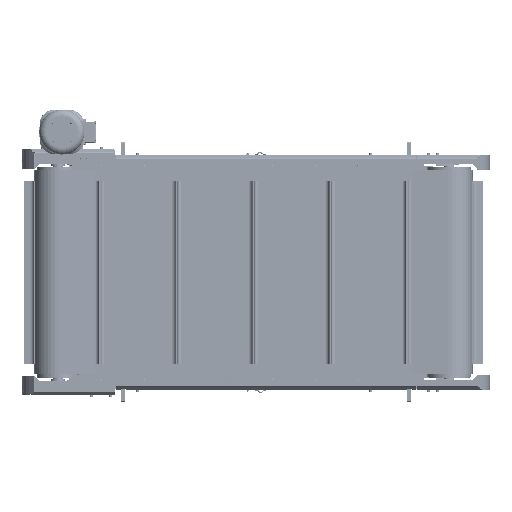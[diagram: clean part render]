
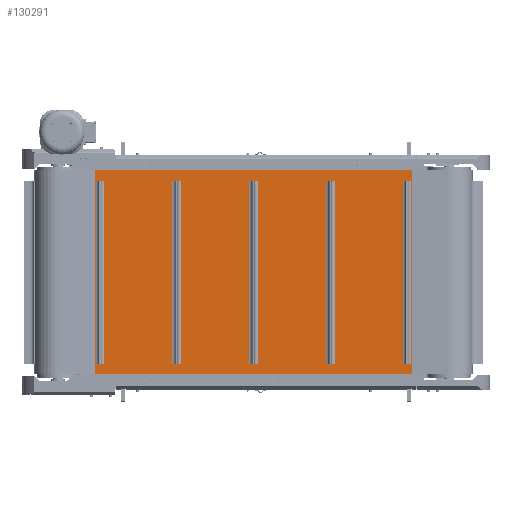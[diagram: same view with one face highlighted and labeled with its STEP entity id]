
A CAD part, left-side view. The second image highlights one B-rep face of the part: STEP entity #130291.
In plain terms, the highlighted planar face has unit normal (-1, 0, 0).
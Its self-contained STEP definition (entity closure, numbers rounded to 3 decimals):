
#2473=FACE_BOUND('',#23706,.T.);
#2474=FACE_BOUND('',#23707,.T.);
#2475=FACE_BOUND('',#23708,.T.);
#2476=FACE_BOUND('',#23709,.T.);
#2477=FACE_BOUND('',#23710,.T.);
#7466=PLANE('',#141257);
#15772=FACE_OUTER_BOUND('',#23705,.T.);
#23705=EDGE_LOOP('',(#112466,#112467,#112468,#112469));
#23706=EDGE_LOOP('',(#112470,#112471,#112472,#112473));
#23707=EDGE_LOOP('',(#112474,#112475,#112476,#112477));
#23708=EDGE_LOOP('',(#112478,#112479,#112480,#112481));
#23709=EDGE_LOOP('',(#112482,#112483,#112484,#112485));
#23710=EDGE_LOOP('',(#112486,#112487,#112488,#112489));
#34363=LINE('',#222244,#45310);
#34367=LINE('',#222252,#45314);
#34380=LINE('',#222286,#45327);
#34382=LINE('',#222289,#45329);
#34383=LINE('',#222293,#45330);
#34387=LINE('',#222301,#45334);
#34400=LINE('',#222335,#45347);
#34402=LINE('',#222338,#45349);
#34403=LINE('',#222342,#45350);
#34407=LINE('',#222350,#45354);
#34420=LINE('',#222384,#45367);
#34422=LINE('',#222387,#45369);
#34423=LINE('',#222391,#45370);
#34427=LINE('',#222399,#45374);
#34440=LINE('',#222433,#45387);
#34442=LINE('',#222436,#45389);
#34443=LINE('',#222440,#45390);
#34447=LINE('',#222448,#45394);
#34460=LINE('',#222482,#45407);
#34462=LINE('',#222485,#45409);
#34615=LINE('',#222862,#45562);
#34621=LINE('',#222878,#45568);
#34633=LINE('',#222905,#45580);
#34634=LINE('',#222907,#45581);
#45310=VECTOR('',#172240,10.);
#45314=VECTOR('',#172246,10.);
#45327=VECTOR('',#172279,10.);
#45329=VECTOR('',#172283,10.);
#45330=VECTOR('',#172286,10.);
#45334=VECTOR('',#172292,10.);
#45347=VECTOR('',#172325,10.);
#45349=VECTOR('',#172329,10.);
#45350=VECTOR('',#172332,10.);
#45354=VECTOR('',#172338,10.);
#45367=VECTOR('',#172371,10.);
#45369=VECTOR('',#172375,10.);
#45370=VECTOR('',#172378,10.);
#45374=VECTOR('',#172384,10.);
#45387=VECTOR('',#172417,10.);
#45389=VECTOR('',#172421,10.);
#45390=VECTOR('',#172424,10.);
#45394=VECTOR('',#172430,10.);
#45407=VECTOR('',#172463,10.);
#45409=VECTOR('',#172467,10.);
#45562=VECTOR('',#172824,10.);
#45568=VECTOR('',#172836,10.);
#45580=VECTOR('',#172864,10.);
#45581=VECTOR('',#172867,10.);
#61385=VERTEX_POINT('',#222242);
#61386=VERTEX_POINT('',#222243);
#61389=VERTEX_POINT('',#222251);
#61400=VERTEX_POINT('',#222285);
#61401=VERTEX_POINT('',#222291);
#61402=VERTEX_POINT('',#222292);
#61405=VERTEX_POINT('',#222300);
#61416=VERTEX_POINT('',#222334);
#61417=VERTEX_POINT('',#222340);
#61418=VERTEX_POINT('',#222341);
#61421=VERTEX_POINT('',#222349);
#61432=VERTEX_POINT('',#222383);
#61433=VERTEX_POINT('',#222389);
#61434=VERTEX_POINT('',#222390);
#61437=VERTEX_POINT('',#222398);
#61448=VERTEX_POINT('',#222432);
#61449=VERTEX_POINT('',#222438);
#61450=VERTEX_POINT('',#222439);
#61453=VERTEX_POINT('',#222447);
#61464=VERTEX_POINT('',#222481);
#61585=VERTEX_POINT('',#222860);
#61586=VERTEX_POINT('',#222861);
#61593=VERTEX_POINT('',#222877);
#61600=VERTEX_POINT('',#222903);
#78439=EDGE_CURVE('',#61385,#61386,#34363,.T.);
#78443=EDGE_CURVE('',#61389,#61385,#34367,.T.);
#78460=EDGE_CURVE('',#61400,#61389,#34380,.T.);
#78462=EDGE_CURVE('',#61386,#61400,#34382,.T.);
#78463=EDGE_CURVE('',#61401,#61402,#34383,.T.);
#78467=EDGE_CURVE('',#61405,#61401,#34387,.T.);
#78484=EDGE_CURVE('',#61416,#61405,#34400,.T.);
#78486=EDGE_CURVE('',#61402,#61416,#34402,.T.);
#78487=EDGE_CURVE('',#61417,#61418,#34403,.T.);
#78491=EDGE_CURVE('',#61421,#61417,#34407,.T.);
#78508=EDGE_CURVE('',#61432,#61421,#34420,.T.);
#78510=EDGE_CURVE('',#61418,#61432,#34422,.T.);
#78511=EDGE_CURVE('',#61433,#61434,#34423,.T.);
#78515=EDGE_CURVE('',#61437,#61433,#34427,.T.);
#78532=EDGE_CURVE('',#61448,#61437,#34440,.T.);
#78534=EDGE_CURVE('',#61434,#61448,#34442,.T.);
#78535=EDGE_CURVE('',#61449,#61450,#34443,.T.);
#78539=EDGE_CURVE('',#61453,#61449,#34447,.T.);
#78556=EDGE_CURVE('',#61464,#61453,#34460,.T.);
#78558=EDGE_CURVE('',#61450,#61464,#34462,.T.);
#78743=EDGE_CURVE('',#61585,#61586,#34615,.T.);
#78751=EDGE_CURVE('',#61593,#61586,#34621,.T.);
#78765=EDGE_CURVE('',#61585,#61600,#34633,.T.);
#78766=EDGE_CURVE('',#61593,#61600,#34634,.T.);
#112466=ORIENTED_EDGE('',*,*,#78765,.T.);
#112467=ORIENTED_EDGE('',*,*,#78766,.F.);
#112468=ORIENTED_EDGE('',*,*,#78751,.T.);
#112469=ORIENTED_EDGE('',*,*,#78743,.F.);
#112470=ORIENTED_EDGE('',*,*,#78443,.T.);
#112471=ORIENTED_EDGE('',*,*,#78439,.T.);
#112472=ORIENTED_EDGE('',*,*,#78462,.T.);
#112473=ORIENTED_EDGE('',*,*,#78460,.T.);
#112474=ORIENTED_EDGE('',*,*,#78467,.T.);
#112475=ORIENTED_EDGE('',*,*,#78463,.T.);
#112476=ORIENTED_EDGE('',*,*,#78486,.T.);
#112477=ORIENTED_EDGE('',*,*,#78484,.T.);
#112478=ORIENTED_EDGE('',*,*,#78491,.T.);
#112479=ORIENTED_EDGE('',*,*,#78487,.T.);
#112480=ORIENTED_EDGE('',*,*,#78510,.T.);
#112481=ORIENTED_EDGE('',*,*,#78508,.T.);
#112482=ORIENTED_EDGE('',*,*,#78515,.T.);
#112483=ORIENTED_EDGE('',*,*,#78511,.T.);
#112484=ORIENTED_EDGE('',*,*,#78534,.T.);
#112485=ORIENTED_EDGE('',*,*,#78532,.T.);
#112486=ORIENTED_EDGE('',*,*,#78539,.T.);
#112487=ORIENTED_EDGE('',*,*,#78535,.T.);
#112488=ORIENTED_EDGE('',*,*,#78558,.T.);
#112489=ORIENTED_EDGE('',*,*,#78556,.T.);
#130291=ADVANCED_FACE('',(#15772,#2473,#2474,#2475,#2476,#2477),#7466,.T.);
#141257=AXIS2_PLACEMENT_3D('',#222906,#172865,#172866);
#172240=DIRECTION('',(0.,0.,1.));
#172246=DIRECTION('',(0.,1.,0.));
#172279=DIRECTION('',(0.,0.,-1.));
#172283=DIRECTION('',(0.,-1.,0.));
#172286=DIRECTION('',(0.,0.,1.));
#172292=DIRECTION('',(0.,1.,0.));
#172325=DIRECTION('',(0.,0.,-1.));
#172329=DIRECTION('',(0.,-1.,0.));
#172332=DIRECTION('',(0.,0.,1.));
#172338=DIRECTION('',(0.,1.,0.));
#172371=DIRECTION('',(0.,0.,-1.));
#172375=DIRECTION('',(0.,-1.,0.));
#172378=DIRECTION('',(0.,0.,1.));
#172384=DIRECTION('',(0.,1.,0.));
#172417=DIRECTION('',(0.,0.,-1.));
#172421=DIRECTION('',(0.,-1.,0.));
#172424=DIRECTION('',(0.,0.,1.));
#172430=DIRECTION('',(0.,1.,0.));
#172463=DIRECTION('',(0.,0.,-1.));
#172467=DIRECTION('',(0.,-1.,0.));
#172824=DIRECTION('',(0.,1.,0.));
#172836=DIRECTION('',(0.,0.,-1.));
#172864=DIRECTION('',(0.,0.,1.));
#172865=DIRECTION('center_axis',(-1.,0.,0.));
#172866=DIRECTION('ref_axis',(0.,-1.,0.));
#172867=DIRECTION('',(0.,-1.,0.));
#222242=CARTESIAN_POINT('',(-201.85,-753.662,-450.));
#222243=CARTESIAN_POINT('',(-201.85,-753.662,450.));
#222244=CARTESIAN_POINT('',(-201.85,-753.662,0.));
#222251=CARTESIAN_POINT('',(-201.85,-797.662,-450.));
#222252=CARTESIAN_POINT('',(-201.85,-9.075,-450.));
#222285=CARTESIAN_POINT('',(-201.85,-797.662,450.));
#222286=CARTESIAN_POINT('',(-201.85,-797.662,0.));
#222289=CARTESIAN_POINT('',(-201.85,-9.075,450.));
#222291=CARTESIAN_POINT('',(-201.85,-376.899,-450.));
#222292=CARTESIAN_POINT('',(-201.85,-376.899,450.));
#222293=CARTESIAN_POINT('',(-201.85,-376.899,0.));
#222300=CARTESIAN_POINT('',(-201.85,-420.899,-450.));
#222301=CARTESIAN_POINT('',(-201.85,179.307,-450.));
#222334=CARTESIAN_POINT('',(-201.85,-420.899,450.));
#222335=CARTESIAN_POINT('',(-201.85,-420.899,0.));
#222338=CARTESIAN_POINT('',(-201.85,179.307,450.));
#222340=CARTESIAN_POINT('',(-201.85,-0.136,-450.));
#222341=CARTESIAN_POINT('',(-201.85,-0.136,450.));
#222342=CARTESIAN_POINT('',(-201.85,-0.136,0.));
#222349=CARTESIAN_POINT('',(-201.85,-44.136,-450.));
#222350=CARTESIAN_POINT('',(-201.85,367.688,-450.));
#222383=CARTESIAN_POINT('',(-201.85,-44.136,450.));
#222384=CARTESIAN_POINT('',(-201.85,-44.136,0.));
#222387=CARTESIAN_POINT('',(-201.85,367.688,450.));
#222389=CARTESIAN_POINT('',(-201.85,376.627,-450.));
#222390=CARTESIAN_POINT('',(-201.85,376.627,450.));
#222391=CARTESIAN_POINT('',(-201.85,376.627,0.));
#222398=CARTESIAN_POINT('',(-201.85,332.627,-450.));
#222399=CARTESIAN_POINT('',(-201.85,556.07,-450.));
#222432=CARTESIAN_POINT('',(-201.85,332.627,450.));
#222433=CARTESIAN_POINT('',(-201.85,332.627,0.));
#222436=CARTESIAN_POINT('',(-201.85,556.07,450.));
#222438=CARTESIAN_POINT('',(-201.85,753.39,-450.));
#222439=CARTESIAN_POINT('',(-201.85,753.39,450.));
#222440=CARTESIAN_POINT('',(-201.85,753.39,0.));
#222447=CARTESIAN_POINT('',(-201.85,709.39,-450.));
#222448=CARTESIAN_POINT('',(-201.85,744.451,-450.));
#222481=CARTESIAN_POINT('',(-201.85,709.39,450.));
#222482=CARTESIAN_POINT('',(-201.85,709.39,0.));
#222485=CARTESIAN_POINT('',(-201.85,744.451,450.));
#222860=CARTESIAN_POINT('',(-201.85,-801.513,-500.));
#222861=CARTESIAN_POINT('',(-201.85,757.513,-500.));
#222862=CARTESIAN_POINT('',(-201.85,757.513,-500.));
#222877=CARTESIAN_POINT('',(-201.85,757.513,500.));
#222878=CARTESIAN_POINT('',(-201.85,757.513,0.));
#222903=CARTESIAN_POINT('',(-201.85,-801.513,500.));
#222905=CARTESIAN_POINT('',(-201.85,-801.513,0.));
#222906=CARTESIAN_POINT('Origin',(-201.85,757.513,0.));
#222907=CARTESIAN_POINT('',(-201.85,757.513,500.));
